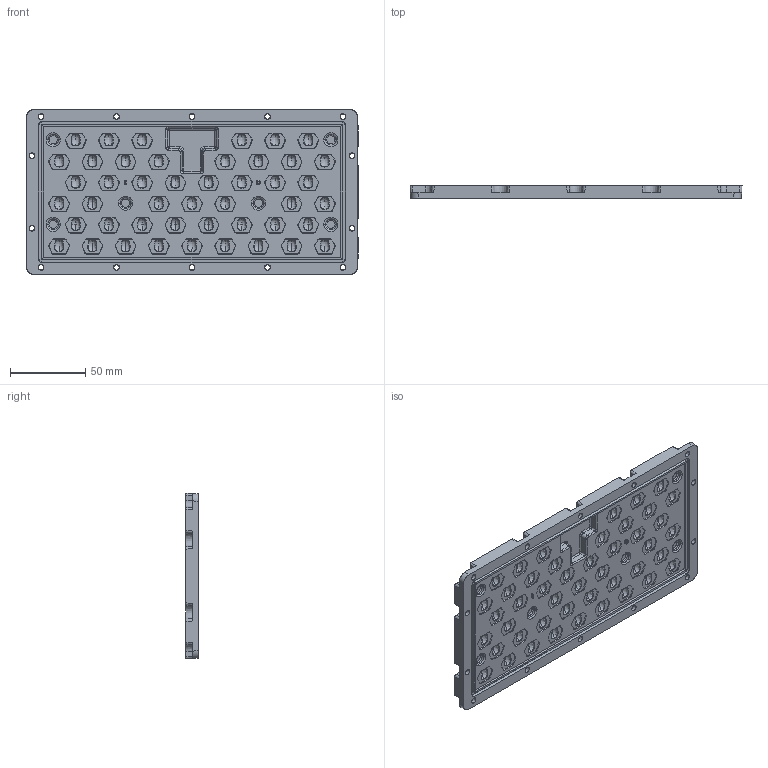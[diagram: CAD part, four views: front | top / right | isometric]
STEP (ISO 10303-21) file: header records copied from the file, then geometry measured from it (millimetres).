
FILE_DESCRIPTION((''),'2;1');
FILE_NAME('M46','2025-04-09T',('86134'),(''),'PRO/ENGINEER BY PARAMETRIC TECHNOLOGY CORPORATION, 2015070','PRO/ENGINEER BY PARAMETRIC TECHNOLOGY CORPORATION, 2015070','');
FILE_SCHEMA(('CONFIG_CONTROL_DESIGN'));
Products named in the file (1): M46
Bounding box: 219.9 x 8.2 x 109.9 mm (x, y, z)
Volume: 77104.3 mm3; surface area: 64030.1 mm2
Topology: 1 solids, 1 shells, 1717 faces, 4366 edges, 2619 vertices
Faces by surface type: bspline 529, plane 513, cone 361, cylinder 207, torus 69, sphere 38
Entity records: 262986 total; most frequent: CARTESIAN_POINT 225987, ORIENTED_EDGE 8364, DIRECTION 6471, EDGE_CURVE 4182, VERTEX_POINT 2619, AXIS2_PLACEMENT_3D 2311, EDGE_LOOP 1897, VECTOR 1849
